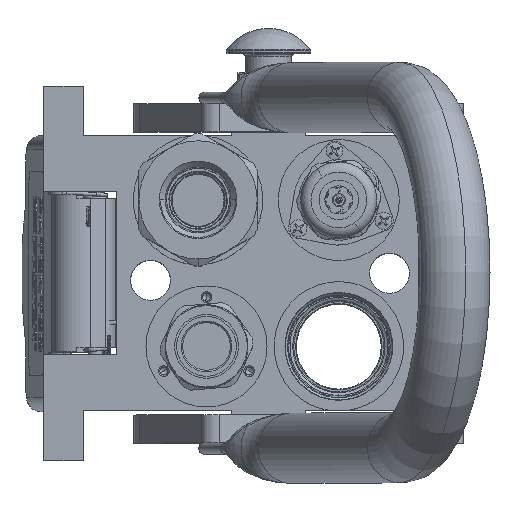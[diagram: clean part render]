
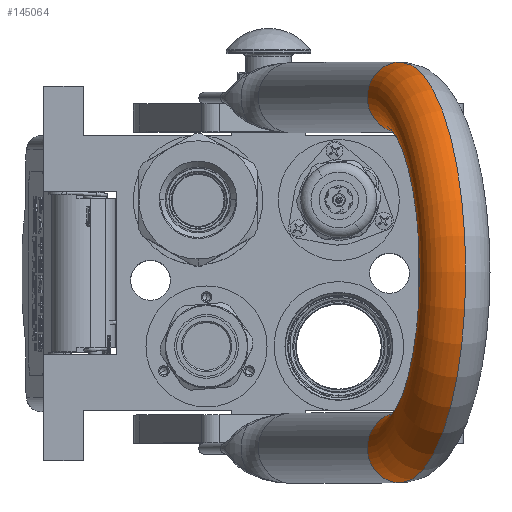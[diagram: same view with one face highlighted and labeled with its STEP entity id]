
A CAD part, top view. The second image highlights one B-rep face of the part: STEP entity #145064.
In plain terms, the highlighted toroidal (fillet/blend) face has major radius 62.25 mm and minor radius 12.5 mm.
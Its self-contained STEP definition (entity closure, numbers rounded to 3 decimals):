
#7421 = DIRECTION ( 'NONE',  ( 0., 1., 0. ) ) ;
#9774 = VERTEX_POINT ( 'NONE', #38465 ) ;
#9779 = CIRCLE ( 'NONE', #77488, 12.5 ) ;
#11944 = AXIS2_PLACEMENT_3D ( 'NONE', #75549, #76079, #62798 ) ;
#13234 = AXIS2_PLACEMENT_3D ( 'NONE', #41724, #7421, #33428 ) ;
#21277 = CIRCLE ( 'NONE', #11944, 12.5 ) ;
#25214 = CIRCLE ( 'NONE', #85532, 74.75 ) ;
#27204 = CARTESIAN_POINT ( 'NONE',  ( -62.25, 0., 125.25 ) ) ;
#27371 = EDGE_CURVE ( 'NONE', #9774, #127578, #21277, .T. ) ;
#33428 = DIRECTION ( 'NONE',  ( 1., 0., 0. ) ) ;
#38465 = CARTESIAN_POINT ( 'NONE',  ( 74.75, 0., 125.25 ) ) ;
#40460 = ORIENTED_EDGE ( 'NONE', *, *, #61831, .F. ) ;
#41724 = CARTESIAN_POINT ( 'NONE',  ( 0., 0., 125.25 ) ) ;
#48329 = CIRCLE ( 'NONE', #143357, 49.75 ) ;
#49376 = CARTESIAN_POINT ( 'NONE',  ( 0., 0., 125.25 ) ) ;
#51470 = CARTESIAN_POINT ( 'NONE',  ( -49.75, 0., 125.25 ) ) ;
#52873 = FACE_OUTER_BOUND ( 'NONE', #83151, .T. ) ;
#61831 = EDGE_CURVE ( 'NONE', #142853, #9774, #25214, .T. ) ;
#62798 = DIRECTION ( 'NONE',  ( 1., 0., 0. ) ) ;
#63777 = DIRECTION ( 'NONE',  ( -1., 0., 0. ) ) ;
#64324 = DIRECTION ( 'NONE',  ( 0., 1., 0. ) ) ;
#72216 = CARTESIAN_POINT ( 'NONE',  ( 49.75, 0., 125.25 ) ) ;
#75549 = CARTESIAN_POINT ( 'NONE',  ( 62.25, 0., 125.25 ) ) ;
#76079 = DIRECTION ( 'NONE',  ( 0., 0., -1. ) ) ;
#77488 = AXIS2_PLACEMENT_3D ( 'NONE', #27204, #105861, #90339 ) ;
#83151 = EDGE_LOOP ( 'NONE', ( #156059, #111054, #40460, #117216 ) ) ;
#85532 = AXIS2_PLACEMENT_3D ( 'NONE', #49376, #64324, #63777 ) ;
#86604 = VERTEX_POINT ( 'NONE', #51470 ) ;
#90339 = DIRECTION ( 'NONE',  ( -1., 0., 0. ) ) ;
#90785 = CARTESIAN_POINT ( 'NONE',  ( 0., 0., 125.25 ) ) ;
#91868 = DIRECTION ( 'NONE',  ( 0., 1., 0. ) ) ;
#92616 = TOROIDAL_SURFACE ( 'NONE', #13234, 62.25, 12.5 ) ;
#100922 = EDGE_CURVE ( 'NONE', #142853, #86604, #9779, .T. ) ;
#102966 = DIRECTION ( 'NONE',  ( -1., 0., 0. ) ) ;
#105861 = DIRECTION ( 'NONE',  ( 0., 0., 1. ) ) ;
#111054 = ORIENTED_EDGE ( 'NONE', *, *, #27371, .F. ) ;
#117216 = ORIENTED_EDGE ( 'NONE', *, *, #100922, .T. ) ;
#127578 = VERTEX_POINT ( 'NONE', #72216 ) ;
#142853 = VERTEX_POINT ( 'NONE', #149999 ) ;
#143357 = AXIS2_PLACEMENT_3D ( 'NONE', #90785, #91868, #102966 ) ;
#145064 = ADVANCED_FACE ( 'NONE', ( #52873 ), #92616, .T. ) ;
#149999 = CARTESIAN_POINT ( 'NONE',  ( -74.75, 0., 125.25 ) ) ;
#156059 = ORIENTED_EDGE ( 'NONE', *, *, #159417, .T. ) ;
#159417 = EDGE_CURVE ( 'NONE', #86604, #127578, #48329, .T. ) ;
